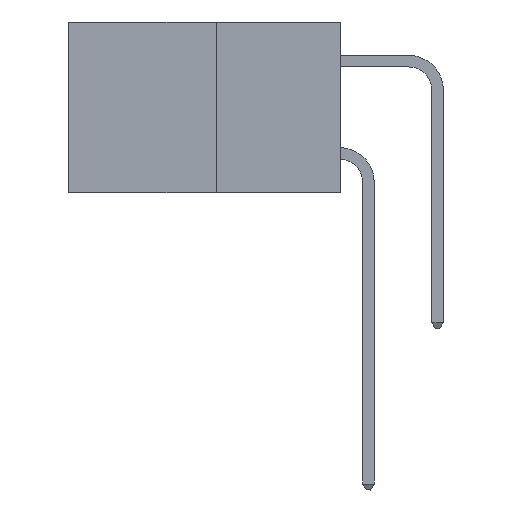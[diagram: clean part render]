
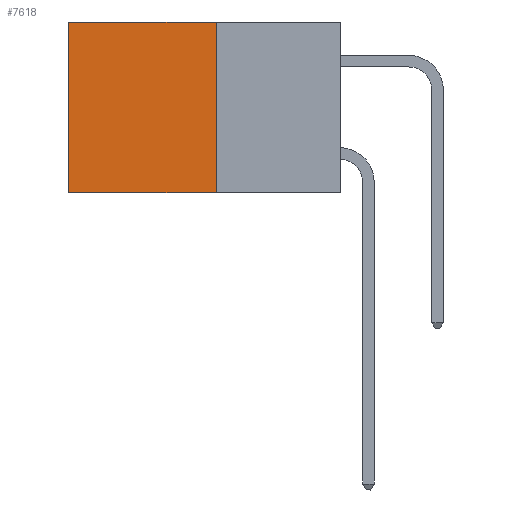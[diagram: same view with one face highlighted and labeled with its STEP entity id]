
A CAD part, left-side view. The second image highlights one B-rep face of the part: STEP entity #7618.
In plain terms, the highlighted planar face has unit normal (-1, 0, 0).
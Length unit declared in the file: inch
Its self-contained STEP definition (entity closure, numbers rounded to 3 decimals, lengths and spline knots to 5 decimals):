
#179 = VECTOR ( 'NONE', #7273, 39.37008 ) ;
#692 = VECTOR ( 'NONE', #4948, 39.37008 ) ;
#1457 = ORIENTED_EDGE ( 'NONE', *, *, #2819, .F. ) ;
#1493 = EDGE_CURVE ( 'NONE', #9278, #9184, #7436, .T. ) ;
#1607 = FACE_OUTER_BOUND ( 'NONE', #7548, .T. ) ;
#1820 = CARTESIAN_POINT ( 'NONE',  ( 0.277, 0.27, 0. ) ) ;
#1974 = DIRECTION ( 'NONE',  ( 0., 0., -1. ) ) ;
#2595 = EDGE_CURVE ( 'NONE', #9184, #8801, #4004, .T. ) ;
#2686 = ORIENTED_EDGE ( 'NONE', *, *, #2595, .T. ) ;
#2819 = EDGE_CURVE ( 'NONE', #8457, #8801, #7622, .T. ) ;
#2893 = ORIENTED_EDGE ( 'NONE', *, *, #1493, .T. ) ;
#3063 = EDGE_CURVE ( 'NONE', #9278, #8457, #6626, .T. ) ;
#4004 = LINE ( 'NONE', #4031, #8133 ) ;
#4031 = CARTESIAN_POINT ( 'NONE',  ( 0.277, 0.59, -0.37 ) ) ;
#4083 = CARTESIAN_POINT ( 'NONE',  ( 0.277, 0.27, -0.37 ) ) ;
#4419 = CARTESIAN_POINT ( 'NONE',  ( 0.277, 0.59, 0. ) ) ;
#4888 = DIRECTION ( 'NONE',  ( 0., 0., -1. ) ) ;
#4940 = AXIS2_PLACEMENT_3D ( 'NONE', #9419, #7130, #1974 ) ;
#4948 = DIRECTION ( 'NONE',  ( 0., 1., 0. ) ) ;
#6323 = PLANE ( 'NONE',  #4940 ) ;
#6368 = VECTOR ( 'NONE', #8722, 39.37008 ) ;
#6452 = CARTESIAN_POINT ( 'NONE',  ( 0.277, 0.27, 0. ) ) ;
#6626 = LINE ( 'NONE', #7943, #6368 ) ;
#7130 = DIRECTION ( 'NONE',  ( 1., 0., 0. ) ) ;
#7195 = CARTESIAN_POINT ( 'NONE',  ( 0.277, 0.27, -0.37 ) ) ;
#7273 = DIRECTION ( 'NONE',  ( 0., 1., 0. ) ) ;
#7436 = LINE ( 'NONE', #6452, #179 ) ;
#7548 = EDGE_LOOP ( 'NONE', ( #2686, #1457, #7924, #2893 ) ) ;
#7618 = ADVANCED_FACE ( 'NONE', ( #1607 ), #6323, .F. ) ;
#7622 = LINE ( 'NONE', #4083, #692 ) ;
#7924 = ORIENTED_EDGE ( 'NONE', *, *, #3063, .F. ) ;
#7943 = CARTESIAN_POINT ( 'NONE',  ( 0.277, 0.27, -0.37 ) ) ;
#8133 = VECTOR ( 'NONE', #4888, 39.37008 ) ;
#8457 = VERTEX_POINT ( 'NONE', #7195 ) ;
#8722 = DIRECTION ( 'NONE',  ( 0., 0., -1. ) ) ;
#8801 = VERTEX_POINT ( 'NONE', #10572 ) ;
#9184 = VERTEX_POINT ( 'NONE', #4419 ) ;
#9278 = VERTEX_POINT ( 'NONE', #1820 ) ;
#9419 = CARTESIAN_POINT ( 'NONE',  ( 0.277, 0.27, -0.37 ) ) ;
#10572 = CARTESIAN_POINT ( 'NONE',  ( 0.277, 0.59, -0.37 ) ) ;
